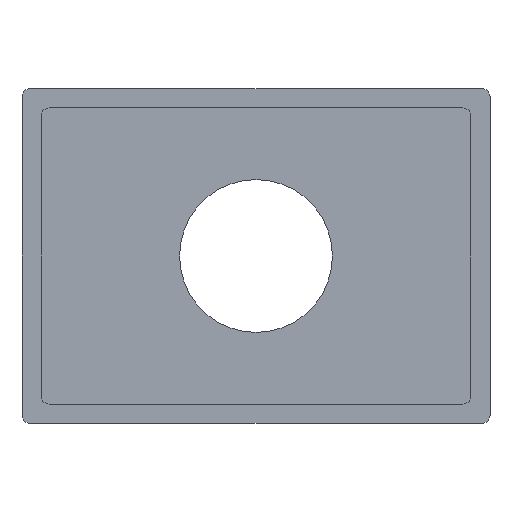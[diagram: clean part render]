
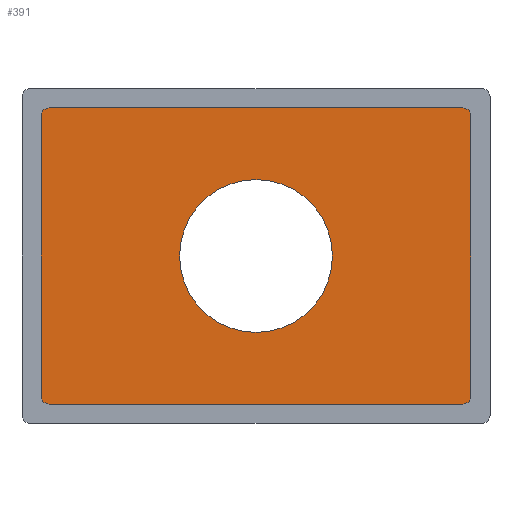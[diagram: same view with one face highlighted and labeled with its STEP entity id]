
A CAD part, front view. The second image highlights one B-rep face of the part: STEP entity #391.
In plain terms, the highlighted planar face has unit normal (0, -1, 0).
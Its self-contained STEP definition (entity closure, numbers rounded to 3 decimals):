
#21=FACE_BOUND('',#72,.T.);
#29=PLANE('',#444);
#47=FACE_OUTER_BOUND('',#71,.T.);
#71=EDGE_LOOP('',(#312,#313,#314,#315,#316,#317,#318,#319));
#72=EDGE_LOOP('',(#320));
#91=LINE('',#622,#125);
#95=LINE('',#634,#129);
#99=LINE('',#646,#133);
#103=LINE('',#658,#137);
#125=VECTOR('',#497,10.);
#129=VECTOR('',#509,10.);
#133=VECTOR('',#521,10.);
#137=VECTOR('',#533,10.);
#154=CIRCLE('',#422,24.);
#160=CIRCLE('',#431,2.5);
#162=CIRCLE('',#435,2.5);
#164=CIRCLE('',#439,2.5);
#166=CIRCLE('',#443,2.5);
#174=VERTEX_POINT('',#595);
#185=VERTEX_POINT('',#619);
#186=VERTEX_POINT('',#621);
#188=VERTEX_POINT('',#627);
#190=VERTEX_POINT('',#633);
#192=VERTEX_POINT('',#639);
#194=VERTEX_POINT('',#645);
#196=VERTEX_POINT('',#651);
#198=VERTEX_POINT('',#657);
#212=EDGE_CURVE('',#174,#174,#154,.T.);
#223=EDGE_CURVE('',#186,#185,#91,.T.);
#226=EDGE_CURVE('',#188,#186,#160,.T.);
#229=EDGE_CURVE('',#190,#188,#95,.T.);
#232=EDGE_CURVE('',#192,#190,#162,.T.);
#235=EDGE_CURVE('',#194,#192,#99,.T.);
#238=EDGE_CURVE('',#196,#194,#164,.T.);
#241=EDGE_CURVE('',#198,#196,#103,.T.);
#244=EDGE_CURVE('',#185,#198,#166,.T.);
#312=ORIENTED_EDGE('',*,*,#235,.T.);
#313=ORIENTED_EDGE('',*,*,#232,.T.);
#314=ORIENTED_EDGE('',*,*,#229,.T.);
#315=ORIENTED_EDGE('',*,*,#226,.T.);
#316=ORIENTED_EDGE('',*,*,#223,.T.);
#317=ORIENTED_EDGE('',*,*,#244,.T.);
#318=ORIENTED_EDGE('',*,*,#241,.T.);
#319=ORIENTED_EDGE('',*,*,#238,.T.);
#320=ORIENTED_EDGE('',*,*,#212,.T.);
#391=ADVANCED_FACE('',(#47,#21),#29,.F.);
#422=AXIS2_PLACEMENT_3D('',#597,#477,#478);
#431=AXIS2_PLACEMENT_3D('',#628,#503,#504);
#435=AXIS2_PLACEMENT_3D('',#640,#515,#516);
#439=AXIS2_PLACEMENT_3D('',#652,#527,#528);
#443=AXIS2_PLACEMENT_3D('',#662,#539,#540);
#444=AXIS2_PLACEMENT_3D('',#663,#541,#542);
#477=DIRECTION('center_axis',(0.,1.,0.));
#478=DIRECTION('ref_axis',(-1.,0.,0.));
#497=DIRECTION('',(-1.,0.,0.));
#503=DIRECTION('center_axis',(0.,-1.,0.));
#504=DIRECTION('ref_axis',(0.,0.,1.));
#509=DIRECTION('',(0.,0.,1.));
#515=DIRECTION('center_axis',(0.,-1.,0.));
#516=DIRECTION('ref_axis',(1.,0.,0.));
#521=DIRECTION('',(1.,0.,0.));
#527=DIRECTION('center_axis',(0.,-1.,0.));
#528=DIRECTION('ref_axis',(0.,0.,-1.));
#533=DIRECTION('',(0.,0.,-1.));
#539=DIRECTION('center_axis',(0.,-1.,0.));
#540=DIRECTION('ref_axis',(-1.,0.,0.));
#541=DIRECTION('center_axis',(0.,1.,0.));
#542=DIRECTION('ref_axis',(-1.,0.,0.));
#595=CARTESIAN_POINT('',(134.25,-5.,224.));
#597=CARTESIAN_POINT('Origin',(110.25,-5.,224.));
#619=CARTESIAN_POINT('',(45.25,-5.,270.5));
#621=CARTESIAN_POINT('',(175.25,-5.,270.5));
#622=CARTESIAN_POINT('',(175.25,-5.,270.5));
#627=CARTESIAN_POINT('',(177.75,-5.,268.));
#628=CARTESIAN_POINT('Origin',(175.25,-5.,268.));
#633=CARTESIAN_POINT('',(177.75,-5.,180.));
#634=CARTESIAN_POINT('',(177.75,-5.,180.));
#639=CARTESIAN_POINT('',(175.25,-5.,177.5));
#640=CARTESIAN_POINT('Origin',(175.25,-5.,180.));
#645=CARTESIAN_POINT('',(45.25,-5.,177.5));
#646=CARTESIAN_POINT('',(45.25,-5.,177.5));
#651=CARTESIAN_POINT('',(42.75,-5.,180.));
#652=CARTESIAN_POINT('Origin',(45.25,-5.,180.));
#657=CARTESIAN_POINT('',(42.75,-5.,268.));
#658=CARTESIAN_POINT('',(42.75,-5.,268.));
#662=CARTESIAN_POINT('Origin',(45.25,-5.,268.));
#663=CARTESIAN_POINT('Origin',(110.25,-5.,224.));
